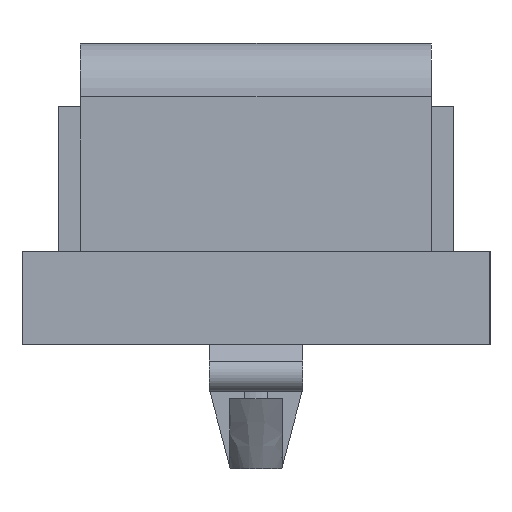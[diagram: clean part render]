
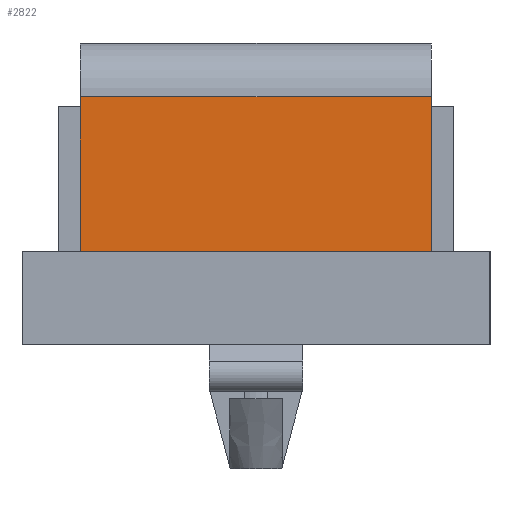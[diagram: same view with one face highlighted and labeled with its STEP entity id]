
A CAD part, left-side view. The second image highlights one B-rep face of the part: STEP entity #2822.
In plain terms, the highlighted planar face has unit normal (-1, 0, 0).
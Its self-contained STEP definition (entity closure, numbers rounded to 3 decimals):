
#325=LINE('',#4532,#657);
#326=LINE('',#4534,#658);
#327=LINE('',#4536,#659);
#328=LINE('',#4538,#660);
#657=VECTOR('',#3637,1000.);
#658=VECTOR('',#3640,1000.);
#659=VECTOR('',#3641,1000.);
#660=VECTOR('',#3642,1000.);
#820=PLANE('',#3020);
#1513=ORIENTED_EDGE('',*,*,#2018,.F.);
#1514=ORIENTED_EDGE('',*,*,#2017,.F.);
#1515=ORIENTED_EDGE('',*,*,#2019,.T.);
#1516=ORIENTED_EDGE('',*,*,#2020,.T.);
#2017=EDGE_CURVE('',#2318,#2316,#325,.T.);
#2018=EDGE_CURVE('',#2316,#2319,#326,.T.);
#2019=EDGE_CURVE('',#2318,#2320,#327,.T.);
#2020=EDGE_CURVE('',#2320,#2319,#328,.T.);
#2316=VERTEX_POINT('',#4527);
#2318=VERTEX_POINT('',#4531);
#2319=VERTEX_POINT('',#4535);
#2320=VERTEX_POINT('',#4537);
#2517=EDGE_LOOP('',(#1513,#1514,#1515,#1516));
#2671=FACE_BOUND('',#2517,.T.);
#2822=ADVANCED_FACE('',(#2671),#820,.T.);
#3020=AXIS2_PLACEMENT_3D('',#4533,#3638,#3639);
#3637=DIRECTION('',(0.,1.,0.));
#3638=DIRECTION('',(-1.,0.,0.));
#3639=DIRECTION('',(0.,0.,1.));
#3640=DIRECTION('',(0.,0.,1.));
#3641=DIRECTION('',(0.,0.,1.));
#3642=DIRECTION('',(0.,1.,0.));
#4527=CARTESIAN_POINT('',(-22.525,7.5,-3.3));
#4531=CARTESIAN_POINT('',(-22.525,-7.5,-3.3));
#4532=CARTESIAN_POINT('',(-22.525,-7.5,-3.3));
#4533=CARTESIAN_POINT('',(-22.525,-7.5,-3.3));
#4534=CARTESIAN_POINT('',(-22.525,7.5,-3.3));
#4535=CARTESIAN_POINT('',(-22.525,7.5,3.3));
#4536=CARTESIAN_POINT('',(-22.525,-7.5,-3.3));
#4537=CARTESIAN_POINT('',(-22.525,-7.5,3.3));
#4538=CARTESIAN_POINT('',(-22.525,-7.5,3.3));
